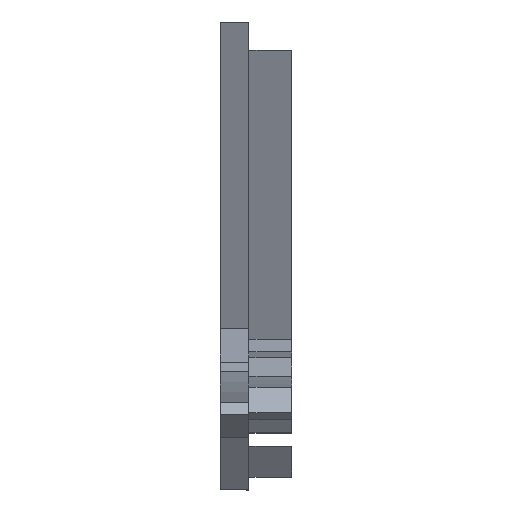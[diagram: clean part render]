
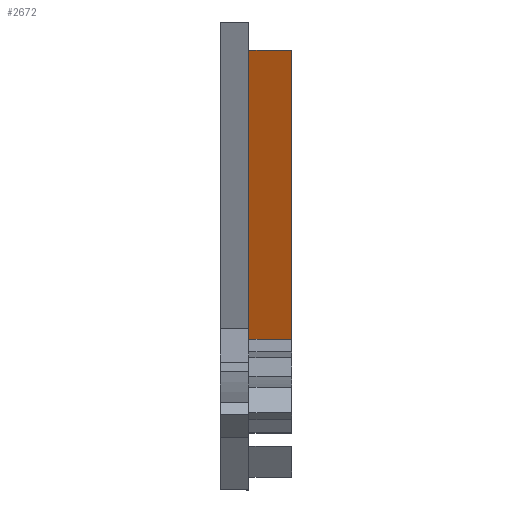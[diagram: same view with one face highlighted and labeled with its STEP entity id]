
A CAD part, left-side view. The second image highlights one B-rep face of the part: STEP entity #2672.
In plain terms, the highlighted face is planar.
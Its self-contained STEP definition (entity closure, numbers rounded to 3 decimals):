
#132=PLANE('',#2848);
#256=FACE_OUTER_BOUND('',#401,.T.);
#401=EDGE_LOOP('',(#2091,#2092,#2093,#2094));
#646=LINE('',#4712,#938);
#695=LINE('',#4831,#987);
#720=LINE('',#4888,#1012);
#721=LINE('',#4890,#1013);
#938=VECTOR('',#3065,10.997);
#987=VECTOR('',#3168,10.997);
#1012=VECTOR('',#3229,10.);
#1013=VECTOR('',#3232,10.997);
#1244=VERTEX_POINT('',#4709);
#1245=VERTEX_POINT('',#4711);
#1288=VERTEX_POINT('',#4830);
#1302=VERTEX_POINT('',#4886);
#1518=EDGE_CURVE('',#1244,#1245,#646,.T.);
#1576=EDGE_CURVE('',#1245,#1288,#695,.T.);
#1606=EDGE_CURVE('',#1244,#1302,#720,.T.);
#1607=EDGE_CURVE('',#1288,#1302,#721,.T.);
#2091=ORIENTED_EDGE('',*,*,#1518,.F.);
#2092=ORIENTED_EDGE('',*,*,#1606,.T.);
#2093=ORIENTED_EDGE('',*,*,#1607,.F.);
#2094=ORIENTED_EDGE('',*,*,#1576,.F.);
#2672=ADVANCED_FACE('',(#256),#132,.T.);
#2848=AXIS2_PLACEMENT_3D('',#4889,#3230,#3231);
#3065=DIRECTION('',(-0.377,0.,-0.926));
#3168=DIRECTION('',(0.,1.,0.));
#3229=DIRECTION('',(0.,1.,0.));
#3230=DIRECTION('center_axis',(-0.926,0.,
0.377));
#3231=DIRECTION('ref_axis',(0.377,0.,0.926));
#3232=DIRECTION('',(0.377,0.,0.926));
#4709=CARTESIAN_POINT('',(116.148,1.701,-84.843));
#4711=CARTESIAN_POINT('',(107.104,1.701,-107.057));
#4712=CARTESIAN_POINT('',(110.415,1.701,-98.924));
#4830=CARTESIAN_POINT('',(107.104,5.,-107.057));
#4831=CARTESIAN_POINT('',(107.104,-0.499,-107.057));
#4886=CARTESIAN_POINT('',(116.148,5.,-84.843));
#4888=CARTESIAN_POINT('',(116.148,-0.499,-84.843));
#4889=CARTESIAN_POINT('Origin',(107.104,-0.499,-107.057));
#4890=CARTESIAN_POINT('',(107.104,5.,-107.057));
